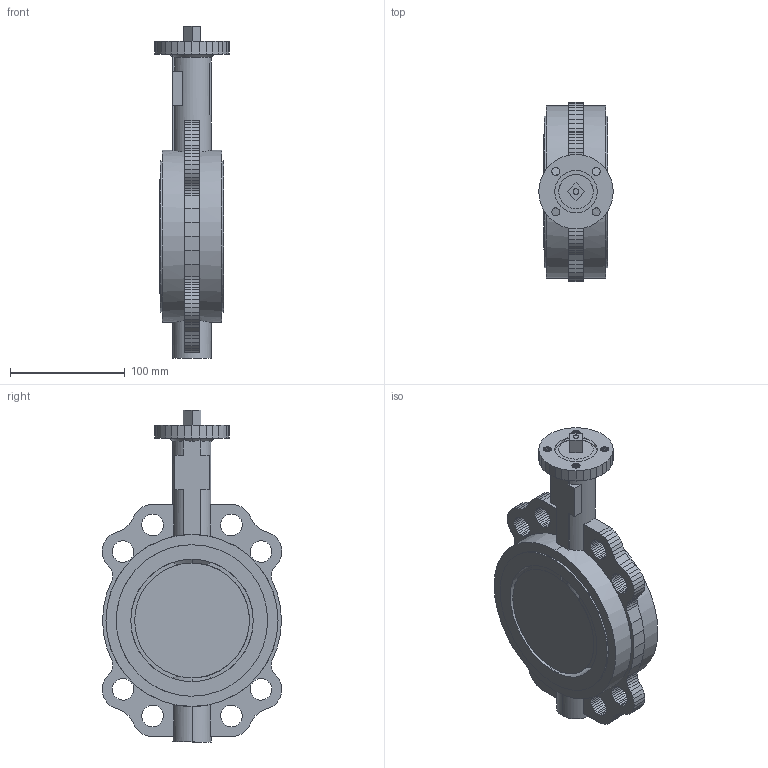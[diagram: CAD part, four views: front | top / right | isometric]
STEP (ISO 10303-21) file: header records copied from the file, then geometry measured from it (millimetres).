
FILE_DESCRIPTION(('CATIA V5 STEP Exchange','CAx-IF Rec.Pracs.--- Model Styling and Organization---1.4--- 2014-01-23','CAx-IF Rec.Pracs.---3D Tessellated Data Validation Properties---0.5---2014-09-14'),'2;1');
FILE_NAME('STEP_639101_-_TST.stp','2021-02-22T16:53:45+00:00',('none'),('none'),'CATIA Version 5-6 Release 2019 SP3','CATIA V5 STEP AP242 v1','none');
FILE_SCHEMA(('AP242_MANAGED_MODEL_BASED_3D_ENGINEERING_MIM_LF {1 0 10303 442 1 1 4}'));
Length unit declared in the file: millimetre
Products named in the file (1): 639101 - TST
Bounding box: 65 x 156.34 x 289.49 mm (x, y, z)
Volume: 848149.3 mm3; surface area: 149967.6 mm2
Topology: 3 solids, 3 shells, 664 faces, 2014 edges, 1341 vertices
Faces by surface type: plane 621, cylinder 33, cone 10
Entity records: 22187 total; most frequent: CARTESIAN_POINT 4614, ORIENTED_EDGE 3954, DIRECTION 3123, EDGE_CURVE 1977, VECTOR 1830, LINE 1830, VERTEX_POINT 1336, EDGE_LOOP 695
